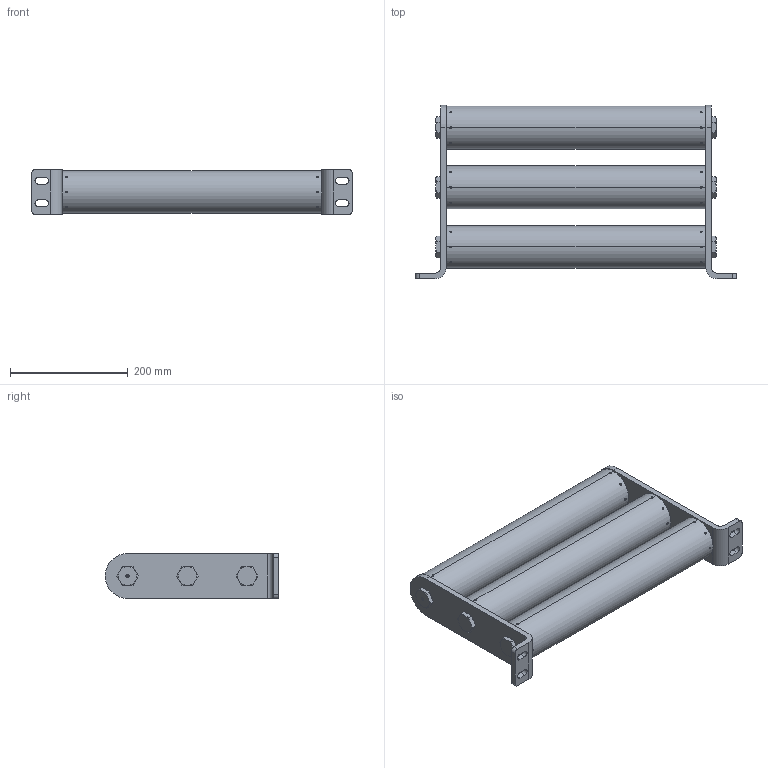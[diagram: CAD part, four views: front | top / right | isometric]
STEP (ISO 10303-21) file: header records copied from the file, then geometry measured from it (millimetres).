
FILE_DESCRIPTION (( 'STEP AP214' ), '1' );
FILE_NAME ('OUT-1211844.STEP', '2024-06-14T18:02:10', ( '' ), ( '' ), 'SwSTEP 2.0', 'SolidWorks 2021', '' );
FILE_SCHEMA (( 'AUTOMOTIVE_DESIGN' ));
Length unit declared in the file: inch
Products named in the file (14): 11378_CRIMPED; OUT-1211844; 35898_35898; 160163_-101; 340012_-001 SET; 210008_-001; 150E RTV SEALER^340012; 23602_23602; 9399_9399; 35980_35980; 360172; 130009_-008; 180030
Assembly tree (34 placements, depth 3):
  OUT-1211844
    360172  x3
      130009_-008
      160163_-101
      160163_-101
      23602_23602
    180030  x2
    340012_-001 SET
      11378_CRIMPED
      210008_-001
      150E RTV SEALER^340012
    35898_35898
    35980_35980  x4
    9399_9399
Bounding box: 546.1 x 295.27 x 76.2 mm (x, y, z)
Volume: 2170316.4 mm3; surface area: 927877.7 mm2
Topology: 70 solids, 70 shells, 5965 faces, 17138 edges, 11343 vertices
Faces by surface type: cylinder 2574, plane 1451, sphere 966, bspline 576, cone 396, torus 2
Entity records: 20390 total; most frequent: CARTESIAN_POINT 6981, ORIENTED_EDGE 2384, DIRECTION 2311, EDGE_CURVE 1192, AXIS2_PLACEMENT_3D 924, VERTEX_POINT 758, EDGE_LOOP 582, FACE_OUTER_BOUND 485
